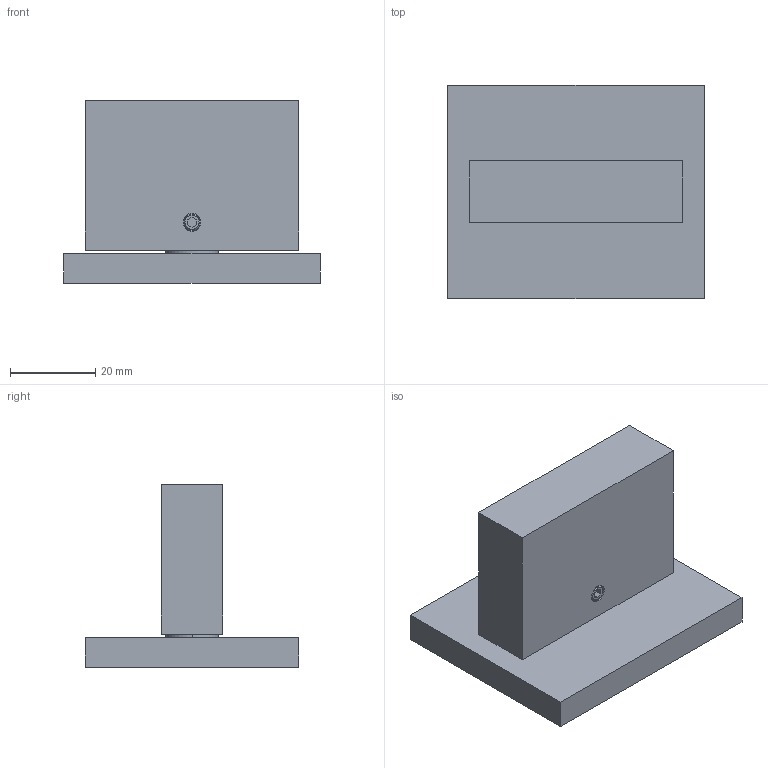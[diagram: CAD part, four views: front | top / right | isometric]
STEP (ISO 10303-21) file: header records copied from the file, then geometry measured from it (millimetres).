
FILE_DESCRIPTION((''),'2;1');
FILE_NAME('LEP004CR','2021-11-03T13:09:03',('ut3'),('PAFFONI SpA'),'CREO PARAMETRIC BY PTC INC, 2020044','CREO PARAMETRIC BY PTC INC, 2020044','');
FILE_SCHEMA(('CONFIG_CONTROL_DESIGN','SHAPE_APPEARANCE_LAYERS_GROUPS'));
Length unit declared in the file: millimetre
Products named in the file (1): LEP004CR
Bounding box: 60 x 50 x 42.8 mm (x, y, z)
Volume: 36131.4 mm3; surface area: 17567.7 mm2
Topology: 1 solids, 1 shells, 107 faces, 246 edges, 157 vertices
Faces by surface type: plane 57, cylinder 34, cone 14, torus 2
Entity records: 3923 total; most frequent: CARTESIAN_POINT 638, DIRECTION 534, ORIENTED_EDGE 488, EDGE_CURVE 244, AXIS2_PLACEMENT_3D 199, VERTEX_POINT 157, VECTOR 136, LINE 136
